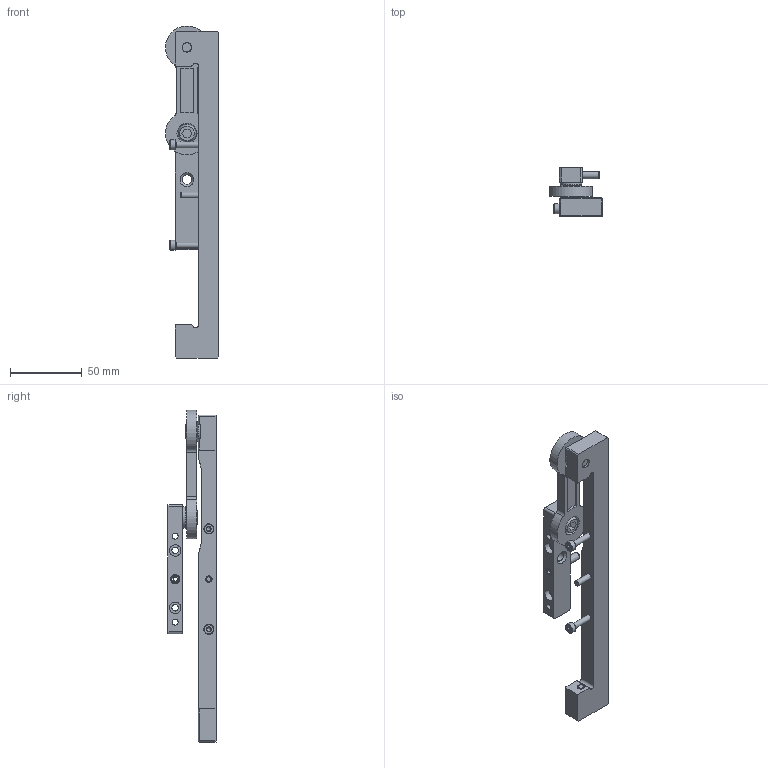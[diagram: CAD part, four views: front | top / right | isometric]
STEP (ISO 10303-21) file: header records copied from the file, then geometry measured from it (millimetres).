
FILE_DESCRIPTION(/* description */ ('STEP AP214'),/* implementation_level */ '2;1');
FILE_NAME(/* name */ '4448222_DARD-L8-40-S',/* time_stamp */ '2024-08-14T14:54:00+02:00',/* author */ ('License CC BY-ND 4.0'),/* organization */ ('CADENAS'),/* preprocessor_version */ 'ST-DEVELOPER v19.3',/* originating_system */ 'PARTsolutions',/* authorisation */ ' ');
FILE_SCHEMA (('AUTOMOTIVE_DESIGN {1 0 10303 214 3 1 1}'));
Length unit declared in the file: millimetre
Products named in the file (6): 4448222 DARD-L8-40-S; 8083310 DARD-L8-40_C; ISO-4762 M4x22; 8082833 DARD-L8-32/40_J; 8083313 DARD-L8-32/40_P; DIN-915 - M6x11.5(F)
Assembly tree (7 placements, depth 2):
  4448222 DARD-L8-40-S
    8083310 DARD-L8-40_C
    ISO-4762 M4x22  x3
    8082833 DARD-L8-32/40_J
    8083313 DARD-L8-32/40_P
    DIN-915 - M6x11.5(F)
Bounding box: 36.95 x 33.5 x 231.54 mm (x, y, z)
Volume: 72848.2 mm3; surface area: 30742.7 mm2
Topology: 7 solids, 7 shells, 246 faces, 589 edges, 375 vertices
Faces by surface type: plane 128, cylinder 59, cone 52, sphere 4, torus 3
Full cylindrical faces by diameter (mm): 3.242 x2, 4 x4, 4.134 x2, 4.5 x3, 4.917 x1, 6 x1, 6.647 x3, 7 x3, 7.5 x1, 8 x4, 15 x2
Entity records: 5896 total; most frequent: DIRECTION 937, CARTESIAN_POINT 924, ORIENTED_EDGE 802, EDGE_CURVE 401, AXIS2_PLACEMENT_3D 348, VERTEX_POINT 289, FACE_BOUND 278, EDGE_LOOP 275
